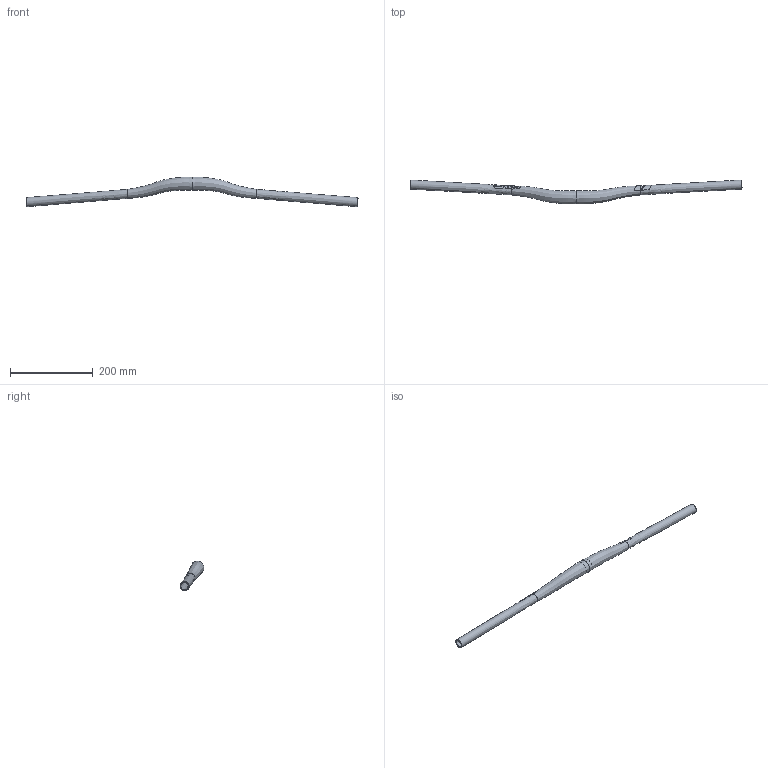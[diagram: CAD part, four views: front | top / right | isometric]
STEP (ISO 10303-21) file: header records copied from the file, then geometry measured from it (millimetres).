
FILE_DESCRIPTION(/* description */ (''),/* implementation_level */ '2;1');
FILE_NAME(/* name */ 'Enve M9 Carbon hanlebar DH v6.step',/* time_stamp */ '2020-05-18T20:47:31+03:00',/* author */ (''),/* organization */ (''),/* preprocessor_version */ 'ST-DEVELOPER v18.1',/* originating_system */ 'Autodesk Translation Framework v9.3.0.1241',/* authorisation */ '');
FILE_SCHEMA (('AUTOMOTIVE_DESIGN { 1 0 10303 214 3 1 1 }'));
Length unit declared in the file: millimetre
Products named in the file (1): Enve M9 Carbon hanlebar DH
Bounding box: 801.61 x 57.76 x 71.1 mm (x, y, z)
Volume: 113762.8 mm3; surface area: 113905.7 mm2
Topology: 1 solids, 1 shells, 102 faces, 288 edges, 193 vertices
Faces by surface type: bspline 69, plane 32, cylinder 1
Full cylindrical faces by diameter (mm): 27.8 x1
Entity records: 9110 total; most frequent: CARTESIAN_POINT 7030, ORIENTED_EDGE 576, EDGE_CURVE 288, B_SPLINE_CURVE_WITH_KNOTS 196, VERTEX_POINT 193, DIRECTION 175, EDGE_LOOP 109, FACE_OUTER_BOUND 102
